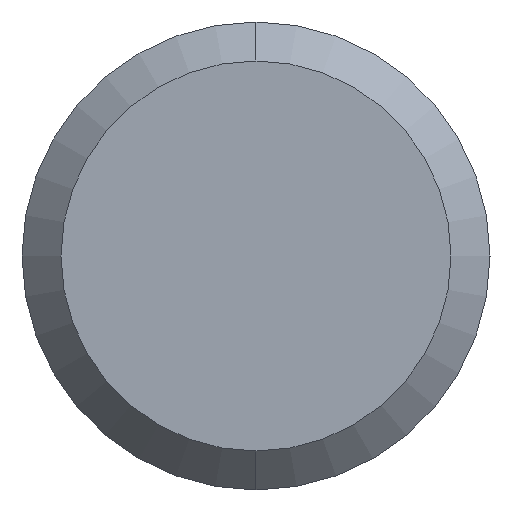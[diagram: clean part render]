
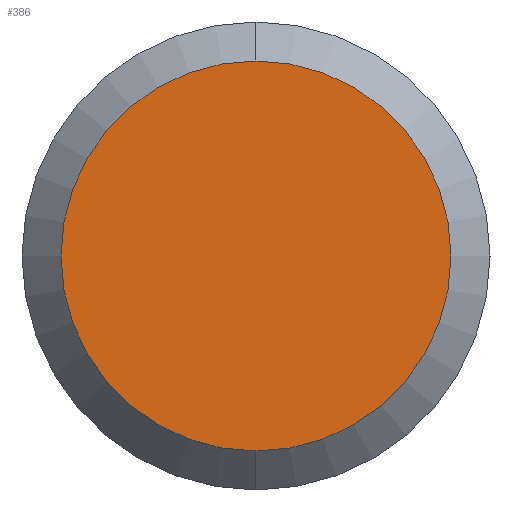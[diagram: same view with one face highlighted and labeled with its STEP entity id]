
A CAD part, left-side view. The second image highlights one B-rep face of the part: STEP entity #386.
In plain terms, the highlighted face is planar.
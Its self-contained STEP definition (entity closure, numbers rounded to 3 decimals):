
#217=CARTESIAN_POINT('',(0.,0.,0.));
#218=DIRECTION('',(0.,0.,1.));
#219=DIRECTION('',(-1.,0.,0.));
#220=AXIS2_PLACEMENT_3D('',#217,#218,#219);
#225=CARTESIAN_POINT('',(0.,0.,0.));
#226=DIRECTION('',(0.,0.,-1.));
#227=DIRECTION('',(-1.,0.,0.));
#228=AXIS2_PLACEMENT_3D('',#225,#226,#227);
#234=CARTESIAN_POINT('',(-1.25,0.,0.));
#236=VERTEX_POINT('',#234);
#238=CARTESIAN_POINT('',(1.25,0.,0.));
#240=VERTEX_POINT('',#238);
#377=CARTESIAN_POINT('',(0.,0.,0.));
#378=DIRECTION('',(0.,0.,-1.));
#379=DIRECTION('',(1.,0.,0.));
#380=AXIS2_PLACEMENT_3D('',#377,#378,#379);
#381=PLANE('',#380);
#382=ORIENTED_EDGE('',*,*,#370,.F.);
#383=ORIENTED_EDGE('',*,*,#359,.T.);
#384=EDGE_LOOP('',(#382,#383));
#385=FACE_OUTER_BOUND('',#384,.F.);
#221=CIRCLE('',#220,1.25);
#229=CIRCLE('',#228,1.25);
#359=EDGE_CURVE('',#236,#240,#229,.T.);
#370=EDGE_CURVE('',#236,#240,#221,.T.);
#386=ADVANCED_FACE('',(#385),#381,.F.);
